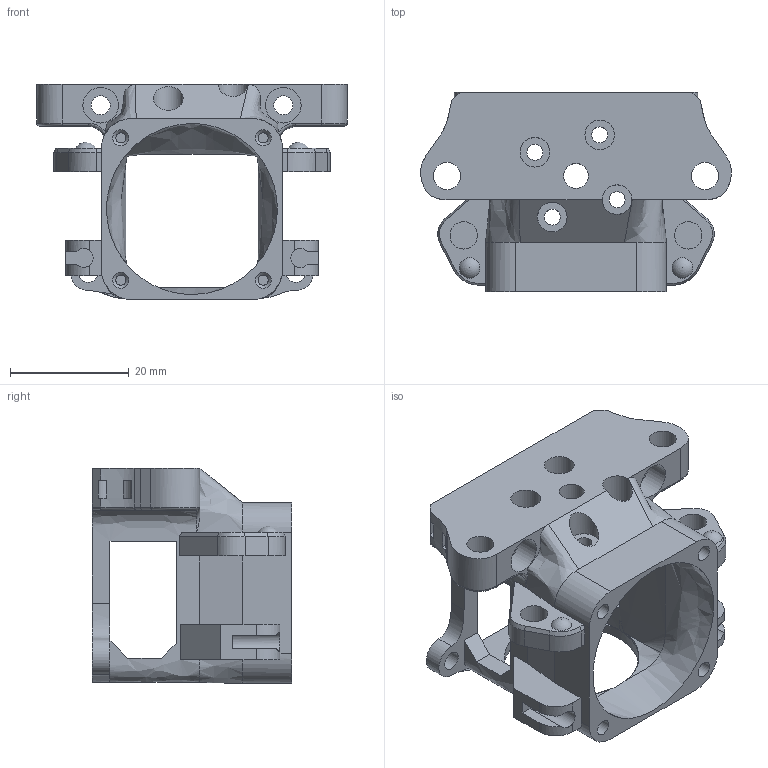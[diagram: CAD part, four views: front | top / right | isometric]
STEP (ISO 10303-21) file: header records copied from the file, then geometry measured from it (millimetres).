
FILE_DESCRIPTION(/* description */ (''),/* implementation_level */ '2;1');
FILE_NAME(/* name */ 'Rapido_strenghtened.step',/* time_stamp */ '2023-01-09T19:56:26+01:00',/* author */ (''),/* organization */ (''),/* preprocessor_version */ 'ST-DEVELOPER v19.2',/* originating_system */ 'Autodesk Translation Framework v11.17.0.187',/* authorisation */ '');
FILE_SCHEMA (('AUTOMOTIVE_DESIGN { 1 0 10303 214 3 1 1 }'));
Length unit declared in the file: millimetre
Products named in the file (2): Mantis_MGN12_Rapido_and Rapido_UHF; Carriage
Assembly tree (1 placements, depth 2):
  Mantis_MGN12_Rapido_and Rapido_UHF
    Carriage
Bounding box: 52.37 x 33.65 x 36.25 mm (x, y, z)
Volume: 15399 mm3; surface area: 10420.8 mm2
Topology: 1 solids, 1 shells, 181 faces, 507 edges, 331 vertices
Faces by surface type: plane 86, cylinder 50, bspline 37, cone 6, sphere 2
Full cylindrical faces by diameter (mm): 2.7 x8, 3.2 x4, 4.2 x1, 4.6 x4, 5 x4, 6 x2
Entity records: 9865 total; most frequent: CARTESIAN_POINT 5304, ORIENTED_EDGE 1010, DIRECTION 796, EDGE_CURVE 505, VERTEX_POINT 331, AXIS2_PLACEMENT_3D 276, LINE 244, VECTOR 244
